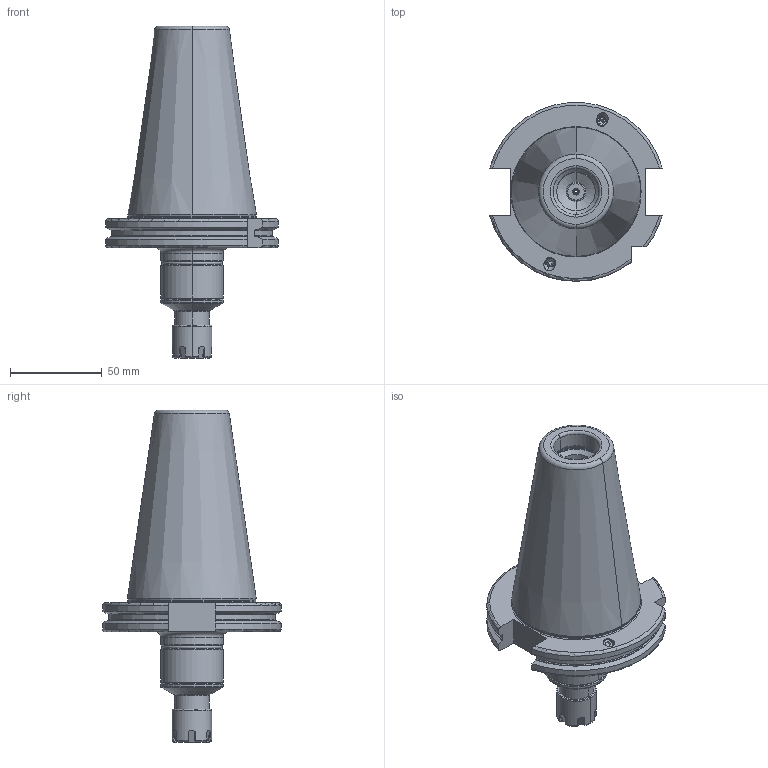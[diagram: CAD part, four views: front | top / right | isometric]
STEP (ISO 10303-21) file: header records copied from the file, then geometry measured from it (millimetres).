
FILE_DESCRIPTION((''),'2;1');
FILE_NAME('503_16_02_10_M','2020-09-23T',('104091'),(''),'CREO PARAMETRIC BY PTC INC, 2016260','CREO PARAMETRIC BY PTC INC, 2016260','');
FILE_SCHEMA(('CONFIG_CONTROL_DESIGN'));
Length unit declared in the file: millimetre
Products named in the file (1): 503_16_02_10_M
Bounding box: 94.05 x 97.31 x 180.85 mm (x, y, z)
Volume: 357953.5 mm3; surface area: 55414 mm2
Topology: 3 solids, 3 shells, 288 faces, 697 edges, 424 vertices
Faces by surface type: cylinder 83, plane 77, cone 66, torus 58, bspline 4
Entity records: 9491 total; most frequent: CARTESIAN_POINT 2773, DIRECTION 1430, ORIENTED_EDGE 1382, EDGE_CURVE 691, AXIS2_PLACEMENT_3D 578, VERTEX_POINT 424, EDGE_LOOP 313, CIRCLE 291
